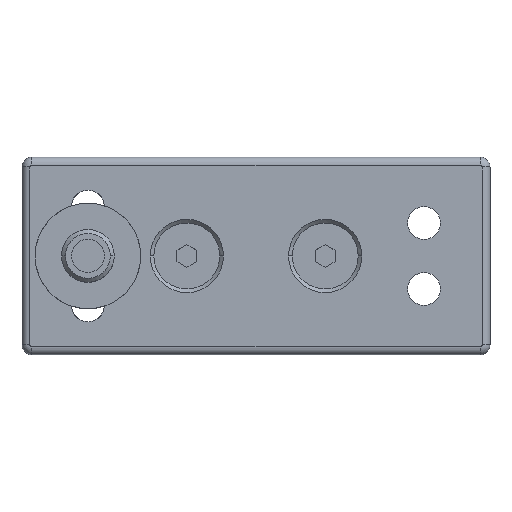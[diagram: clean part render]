
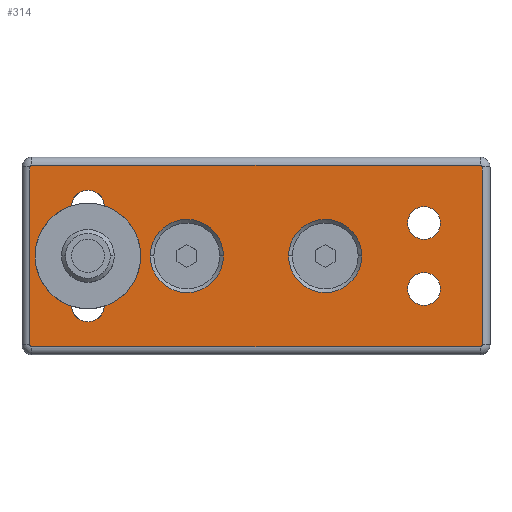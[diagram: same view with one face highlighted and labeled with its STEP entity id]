
A CAD part, top view. The second image highlights one B-rep face of the part: STEP entity #314.
In plain terms, the highlighted planar face has unit normal (0, 0, 1).
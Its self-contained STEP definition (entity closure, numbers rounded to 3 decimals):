
#314=ADVANCED_FACE('',(#656,#657,#658,#659,#660,#661),#662,.T.);
#656=FACE_BOUND('',#1036,.T.);
#657=FACE_OUTER_BOUND('',#1037,.T.);
#658=FACE_BOUND('',#1038,.T.);
#659=FACE_BOUND('',#1039,.T.);
#660=FACE_BOUND('',#1040,.T.);
#661=FACE_BOUND('',#1041,.T.);
#662=PLANE('',#1042);
#1036=EDGE_LOOP('',(#1886,#1887,#1888,#1889,#1890,#1891));
#1037=EDGE_LOOP('',(#1892,#1893,#1894,#1895,#1896,#1897,#1898,#1899));
#1038=EDGE_LOOP('',(#1900,#1901));
#1039=EDGE_LOOP('',(#1902,#1903));
#1040=EDGE_LOOP('',(#1904,#1905));
#1041=EDGE_LOOP('',(#1906,#1907));
#1042=AXIS2_PLACEMENT_3D('',#1908,#1909,#1910);
#1886=ORIENTED_EDGE('',*,*,#2486,.F.);
#1887=ORIENTED_EDGE('',*,*,#2487,.T.);
#1888=ORIENTED_EDGE('',*,*,#2488,.F.);
#1889=ORIENTED_EDGE('',*,*,#2421,.F.);
#1890=ORIENTED_EDGE('',*,*,#2437,.T.);
#1891=ORIENTED_EDGE('',*,*,#2419,.F.);
#1892=ORIENTED_EDGE('',*,*,#2483,.F.);
#1893=ORIENTED_EDGE('',*,*,#2471,.T.);
#1894=ORIENTED_EDGE('',*,*,#2489,.F.);
#1895=ORIENTED_EDGE('',*,*,#2490,.T.);
#1896=ORIENTED_EDGE('',*,*,#2491,.F.);
#1897=ORIENTED_EDGE('',*,*,#2492,.T.);
#1898=ORIENTED_EDGE('',*,*,#2493,.F.);
#1899=ORIENTED_EDGE('',*,*,#2494,.T.);
#1900=ORIENTED_EDGE('',*,*,#2495,.T.);
#1901=ORIENTED_EDGE('',*,*,#2462,.T.);
#1902=ORIENTED_EDGE('',*,*,#2496,.T.);
#1903=ORIENTED_EDGE('',*,*,#2453,.T.);
#1904=ORIENTED_EDGE('',*,*,#2497,.T.);
#1905=ORIENTED_EDGE('',*,*,#2448,.T.);
#1906=ORIENTED_EDGE('',*,*,#2498,.T.);
#1907=ORIENTED_EDGE('',*,*,#2443,.T.);
#1908=CARTESIAN_POINT('',(0.0,0.0,3.5));
#1909=DIRECTION('',(0.0,0.0,1.0));
#1910=DIRECTION('',(1.0,0.0,0.0));
#2419=EDGE_CURVE('',#2932,#2935,#2936,.T.);
#2421=EDGE_CURVE('',#2937,#2939,#2940,.T.);
#2437=EDGE_CURVE('',#2937,#2935,#2967,.T.);
#2443=EDGE_CURVE('',#2977,#2974,#2978,.T.);
#2448=EDGE_CURVE('',#2986,#2983,#2987,.T.);
#2453=EDGE_CURVE('',#2995,#2992,#2996,.T.);
#2462=EDGE_CURVE('',#3010,#3007,#3011,.T.);
#2471=EDGE_CURVE('',#3025,#3022,#3026,.T.);
#2483=EDGE_CURVE('',#3025,#3043,#3044,.T.);
#2486=EDGE_CURVE('',#3047,#2932,#3048,.T.);
#2487=EDGE_CURVE('',#3047,#3049,#3050,.T.);
#2488=EDGE_CURVE('',#2939,#3049,#3051,.T.);
#2489=EDGE_CURVE('',#3052,#3022,#3053,.T.);
#2490=EDGE_CURVE('',#3052,#3054,#3055,.T.);
#2491=EDGE_CURVE('',#3056,#3054,#3057,.T.);
#2492=EDGE_CURVE('',#3056,#3058,#3059,.T.);
#2493=EDGE_CURVE('',#3060,#3058,#3061,.T.);
#2494=EDGE_CURVE('',#3060,#3043,#3062,.T.);
#2495=EDGE_CURVE('',#3007,#3010,#3063,.T.);
#2496=EDGE_CURVE('',#2992,#2995,#3064,.T.);
#2497=EDGE_CURVE('',#2983,#2986,#3065,.T.);
#2498=EDGE_CURVE('',#2974,#2977,#3066,.T.);
#2932=VERTEX_POINT('',#3638);
#2935=VERTEX_POINT('',#3642);
#2936=CIRCLE('',#3643,8.0);
#2937=VERTEX_POINT('',#3644);
#2939=VERTEX_POINT('',#3646);
#2940=CIRCLE('',#3647,8.0);
#2967=CIRCLE('',#3680,2.48);
#2974=VERTEX_POINT('',#3688);
#2977=VERTEX_POINT('',#3692);
#2978=CIRCLE('',#3693,2.48);
#2983=VERTEX_POINT('',#3699);
#2986=VERTEX_POINT('',#3703);
#2987=CIRCLE('',#3704,2.48);
#2992=VERTEX_POINT('',#3710);
#2995=VERTEX_POINT('',#3714);
#2996=CIRCLE('',#3715,5.55);
#3007=VERTEX_POINT('',#3729);
#3010=VERTEX_POINT('',#3733);
#3011=CIRCLE('',#3734,5.55);
#3022=VERTEX_POINT('',#3748);
#3025=VERTEX_POINT('',#3751);
#3026=CIRCLE('',#3752,0.3);
#3043=VERTEX_POINT('',#3774);
#3044=LINE('',#3775,#3776);
#3047=VERTEX_POINT('',#3779);
#3048=CIRCLE('',#3780,8.0);
#3049=VERTEX_POINT('',#3781);
#3050=CIRCLE('',#3782,2.48);
#3051=CIRCLE('',#3783,8.0);
#3052=VERTEX_POINT('',#3784);
#3053=LINE('',#3785,#3786);
#3054=VERTEX_POINT('',#3787);
#3055=CIRCLE('',#3788,0.3);
#3056=VERTEX_POINT('',#3789);
#3057=LINE('',#3790,#3791);
#3058=VERTEX_POINT('',#3792);
#3059=CIRCLE('',#3793,0.3);
#3060=VERTEX_POINT('',#3794);
#3061=LINE('',#3795,#3796);
#3062=CIRCLE('',#3797,0.3);
#3063=CIRCLE('',#3798,5.55);
#3064=CIRCLE('',#3799,5.55);
#3065=CIRCLE('',#3800,2.48);
#3066=CIRCLE('',#3801,2.48);
#3638=CARTESIAN_POINT('',(-17.5,0.,3.5));
#3642=CARTESIAN_POINT('',(-23.022,7.607,3.5));
#3643=AXIS2_PLACEMENT_3D('',#4166,#4167,#4168);
#3644=CARTESIAN_POINT('',(-27.978,7.607,3.5));
#3646=CARTESIAN_POINT('',(-33.5,0.,3.5));
#3647=AXIS2_PLACEMENT_3D('',#4172,#4173,#4174);
#3680=AXIS2_PLACEMENT_3D('',#4199,#4200,#4201);
#3688=CARTESIAN_POINT('',(27.98,-5.0,3.5));
#3692=CARTESIAN_POINT('',(23.02,-5.0,3.5));
#3693=AXIS2_PLACEMENT_3D('',#4210,#4211,#4212);
#3699=CARTESIAN_POINT('',(27.98,5.0,3.5));
#3703=CARTESIAN_POINT('',(23.02,5.0,3.5));
#3704=AXIS2_PLACEMENT_3D('',#4218,#4219,#4220);
#3710=CARTESIAN_POINT('',(-4.95,0.0,3.5));
#3714=CARTESIAN_POINT('',(-16.05,0.,3.5));
#3715=AXIS2_PLACEMENT_3D('',#4226,#4227,#4228);
#3729=CARTESIAN_POINT('',(16.05,0.0,3.5));
#3733=CARTESIAN_POINT('',(4.95,0.,3.5));
#3734=AXIS2_PLACEMENT_3D('',#4239,#4240,#4241);
#3748=CARTESIAN_POINT('',(34.3,-13.5,3.5));
#3751=CARTESIAN_POINT('',(34.0,-13.8,3.5));
#3752=AXIS2_PLACEMENT_3D('',#4254,#4255,#4256);
#3774=CARTESIAN_POINT('',(-34.0,-13.8,3.5));
#3775=CARTESIAN_POINT('',(0.0,-13.8,3.5));
#3776=VECTOR('',#4271,1.0);
#3779=CARTESIAN_POINT('',(-23.022,-7.607,3.5));
#3780=AXIS2_PLACEMENT_3D('',#4275,#4276,#4277);
#3781=CARTESIAN_POINT('',(-27.978,-7.607,3.5));
#3782=AXIS2_PLACEMENT_3D('',#4278,#4279,#4280);
#3783=AXIS2_PLACEMENT_3D('',#4281,#4282,#4283);
#3784=CARTESIAN_POINT('',(34.3,13.5,3.5));
#3785=CARTESIAN_POINT('',(34.3,0.0,3.5));
#3786=VECTOR('',#4284,1.0);
#3787=CARTESIAN_POINT('',(34.0,13.8,3.5));
#3788=AXIS2_PLACEMENT_3D('',#4285,#4286,#4287);
#3789=CARTESIAN_POINT('',(-34.0,13.8,3.5));
#3790=CARTESIAN_POINT('',(0.0,13.8,3.5));
#3791=VECTOR('',#4288,1.0);
#3792=CARTESIAN_POINT('',(-34.3,13.5,3.5));
#3793=AXIS2_PLACEMENT_3D('',#4289,#4290,#4291);
#3794=CARTESIAN_POINT('',(-34.3,-13.5,3.5));
#3795=CARTESIAN_POINT('',(-34.3,0.0,3.5));
#3796=VECTOR('',#4292,1.0);
#3797=AXIS2_PLACEMENT_3D('',#4293,#4294,#4295);
#3798=AXIS2_PLACEMENT_3D('',#4296,#4297,#4298);
#3799=AXIS2_PLACEMENT_3D('',#4299,#4300,#4301);
#3800=AXIS2_PLACEMENT_3D('',#4302,#4303,#4304);
#3801=AXIS2_PLACEMENT_3D('',#4305,#4306,#4307);
#4166=CARTESIAN_POINT('',(-25.5,0.0,3.5));
#4167=DIRECTION('',(0.0,0.0,1.0));
#4168=DIRECTION('',(1.0,0.0,0.0));
#4172=CARTESIAN_POINT('',(-25.5,0.0,3.5));
#4173=DIRECTION('',(0.0,0.0,1.0));
#4174=DIRECTION('',(1.0,0.0,0.0));
#4199=CARTESIAN_POINT('',(-25.5,7.5,3.5));
#4200=DIRECTION('',(0.0,0.0,-1.0));
#4201=DIRECTION('',(1.0,0.0,0.0));
#4210=CARTESIAN_POINT('',(25.5,-5.0,3.5));
#4211=DIRECTION('',(0.0,0.0,-1.0));
#4212=DIRECTION('',(1.0,0.0,0.0));
#4218=CARTESIAN_POINT('',(25.5,5.0,3.5));
#4219=DIRECTION('',(0.0,0.0,-1.0));
#4220=DIRECTION('',(1.0,0.0,0.0));
#4226=CARTESIAN_POINT('',(-10.5,0.0,3.5));
#4227=DIRECTION('',(0.0,0.0,-1.0));
#4228=DIRECTION('',(1.0,0.0,0.0));
#4239=CARTESIAN_POINT('',(10.5,0.0,3.5));
#4240=DIRECTION('',(0.0,0.0,-1.0));
#4241=DIRECTION('',(1.0,0.0,0.0));
#4254=CARTESIAN_POINT('',(34.0,-13.5,3.5));
#4255=DIRECTION('',(0.0,0.0,1.0));
#4256=DIRECTION('',(1.0,0.0,0.0));
#4271=DIRECTION('',(-1.0,0.0,0.0));
#4275=CARTESIAN_POINT('',(-25.5,0.0,3.5));
#4276=DIRECTION('',(0.0,0.0,1.0));
#4277=DIRECTION('',(1.0,0.0,0.0));
#4278=CARTESIAN_POINT('',(-25.5,-7.5,3.5));
#4279=DIRECTION('',(0.0,0.0,-1.0));
#4280=DIRECTION('',(1.0,0.0,0.0));
#4281=CARTESIAN_POINT('',(-25.5,0.0,3.5));
#4282=DIRECTION('',(0.0,0.0,1.0));
#4283=DIRECTION('',(1.0,0.0,0.0));
#4284=DIRECTION('',(0.0,-1.0,0.0));
#4285=CARTESIAN_POINT('',(34.0,13.5,3.5));
#4286=DIRECTION('',(0.0,0.0,1.0));
#4287=DIRECTION('',(1.0,0.0,0.0));
#4288=DIRECTION('',(1.0,0.0,0.0));
#4289=CARTESIAN_POINT('',(-34.0,13.5,3.5));
#4290=DIRECTION('',(0.0,0.0,1.0));
#4291=DIRECTION('',(1.0,0.0,0.0));
#4292=DIRECTION('',(0.0,1.0,0.0));
#4293=CARTESIAN_POINT('',(-34.0,-13.5,3.5));
#4294=DIRECTION('',(0.0,0.0,1.0));
#4295=DIRECTION('',(1.0,0.0,0.0));
#4296=CARTESIAN_POINT('',(10.5,0.0,3.5));
#4297=DIRECTION('',(0.0,0.0,-1.0));
#4298=DIRECTION('',(1.0,0.0,0.0));
#4299=CARTESIAN_POINT('',(-10.5,0.0,3.5));
#4300=DIRECTION('',(0.0,0.0,-1.0));
#4301=DIRECTION('',(1.0,0.0,0.0));
#4302=CARTESIAN_POINT('',(25.5,5.0,3.5));
#4303=DIRECTION('',(0.0,0.0,-1.0));
#4304=DIRECTION('',(1.0,0.0,0.0));
#4305=CARTESIAN_POINT('',(25.5,-5.0,3.5));
#4306=DIRECTION('',(0.0,0.0,-1.0));
#4307=DIRECTION('',(1.0,0.0,0.0));
